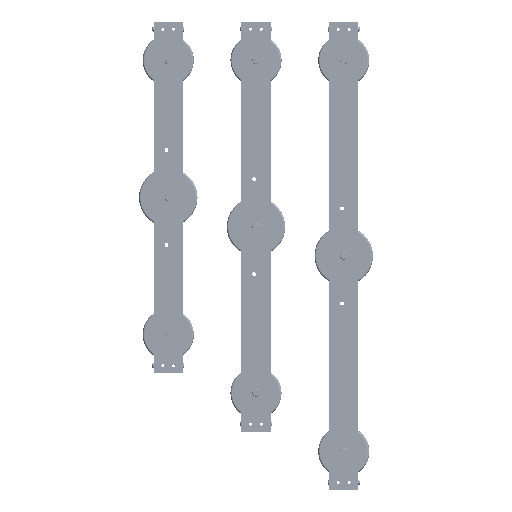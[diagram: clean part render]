
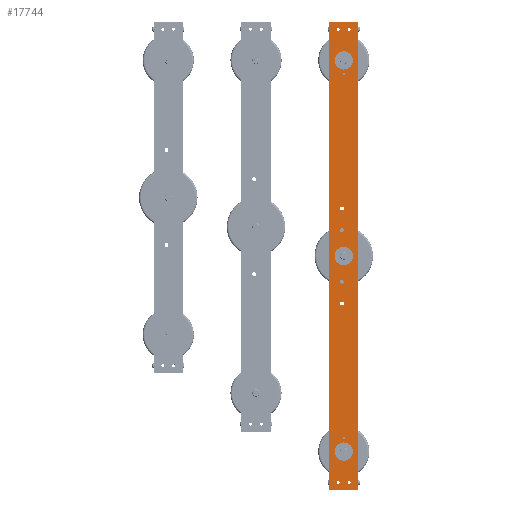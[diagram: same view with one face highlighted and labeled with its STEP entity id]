
A CAD part, left-side view. The second image highlights one B-rep face of the part: STEP entity #17744.
In plain terms, the highlighted planar face has unit normal (-1, 0, 0).
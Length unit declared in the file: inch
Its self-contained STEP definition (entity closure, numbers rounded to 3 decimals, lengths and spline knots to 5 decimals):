
#849=LINE($,#26702,#1965);
#857=LINE($,#26717,#1973);
#858=LINE($,#26720,#1974);
#859=LINE($,#26721,#1975);
#1965=VECTOR($,#21182,2.);
#1973=VECTOR($,#21194,32.);
#1974=VECTOR($,#21197,2.);
#1975=VECTOR($,#21198,32.);
#3076=PLANE($,#18861);
#3521=FACE_BOUND($,#5031,.T.);
#3522=FACE_BOUND($,#5032,.T.);
#3523=FACE_BOUND($,#5033,.T.);
#3524=FACE_BOUND($,#5034,.T.);
#3525=FACE_BOUND($,#5035,.T.);
#3526=FACE_BOUND($,#5036,.T.);
#3527=FACE_BOUND($,#5037,.T.);
#3528=FACE_BOUND($,#5038,.T.);
#3529=FACE_BOUND($,#5039,.T.);
#3530=FACE_BOUND($,#5040,.T.);
#3531=FACE_BOUND($,#5041,.T.);
#3532=FACE_BOUND($,#5042,.T.);
#3533=FACE_BOUND($,#5043,.T.);
#3534=FACE_BOUND($,#5044,.T.);
#5031=EDGE_LOOP($,(#12065));
#5032=EDGE_LOOP($,(#12066));
#5033=EDGE_LOOP($,(#12067));
#5034=EDGE_LOOP($,(#12068));
#5035=EDGE_LOOP($,(#12069));
#5036=EDGE_LOOP($,(#12070));
#5037=EDGE_LOOP($,(#12071));
#5038=EDGE_LOOP($,(#12072));
#5039=EDGE_LOOP($,(#12073));
#5040=EDGE_LOOP($,(#12074));
#5041=EDGE_LOOP($,(#12075));
#5042=EDGE_LOOP($,(#12076));
#5043=EDGE_LOOP($,(#12077));
#5044=EDGE_LOOP($,(#12078,#12079,#12080,#12081));
#6398=CIRCLE($,#18765,0.0725);
#6402=CIRCLE($,#18771,0.0725);
#6406=CIRCLE($,#18777,0.133);
#6410=CIRCLE($,#18783,0.133);
#6414=CIRCLE($,#18789,0.133);
#6418=CIRCLE($,#18795,0.133);
#6430=CIRCLE($,#18813,0.1005);
#6434=CIRCLE($,#18819,0.1005);
#6438=CIRCLE($,#18825,0.1005);
#6442=CIRCLE($,#18831,0.1005);
#6446=CIRCLE($,#18837,0.5625);
#6450=CIRCLE($,#18843,0.5625);
#6454=CIRCLE($,#18849,0.5625);
#7486=VERTEX_POINT($,#26526);
#7490=VERTEX_POINT($,#26536);
#7494=VERTEX_POINT($,#26546);
#7498=VERTEX_POINT($,#26556);
#7502=VERTEX_POINT($,#26566);
#7506=VERTEX_POINT($,#26576);
#7518=VERTEX_POINT($,#26606);
#7522=VERTEX_POINT($,#26616);
#7526=VERTEX_POINT($,#26626);
#7530=VERTEX_POINT($,#26636);
#7534=VERTEX_POINT($,#26646);
#7538=VERTEX_POINT($,#26656);
#7542=VERTEX_POINT($,#26666);
#7554=VERTEX_POINT($,#26700);
#7555=VERTEX_POINT($,#26701);
#7560=VERTEX_POINT($,#26715);
#7561=VERTEX_POINT($,#26719);
#9331=EDGE_CURVE($,#7486,#7486,#6398,.T.);
#9335=EDGE_CURVE($,#7490,#7490,#6402,.T.);
#9339=EDGE_CURVE($,#7494,#7494,#6406,.T.);
#9343=EDGE_CURVE($,#7498,#7498,#6410,.T.);
#9347=EDGE_CURVE($,#7502,#7502,#6414,.T.);
#9351=EDGE_CURVE($,#7506,#7506,#6418,.T.);
#9363=EDGE_CURVE($,#7518,#7518,#6430,.T.);
#9367=EDGE_CURVE($,#7522,#7522,#6434,.T.);
#9371=EDGE_CURVE($,#7526,#7526,#6438,.T.);
#9375=EDGE_CURVE($,#7530,#7530,#6442,.T.);
#9379=EDGE_CURVE($,#7534,#7534,#6446,.T.);
#9383=EDGE_CURVE($,#7538,#7538,#6450,.T.);
#9387=EDGE_CURVE($,#7542,#7542,#6454,.T.);
#9403=EDGE_CURVE($,#7554,#7555,#849,.T.);
#9411=EDGE_CURVE($,#7560,#7555,#857,.T.);
#9412=EDGE_CURVE($,#7560,#7561,#858,.T.);
#9413=EDGE_CURVE($,#7554,#7561,#859,.T.);
#12065=ORIENTED_EDGE($,*,*,#9331,.T.);
#12066=ORIENTED_EDGE($,*,*,#9335,.T.);
#12067=ORIENTED_EDGE($,*,*,#9339,.T.);
#12068=ORIENTED_EDGE($,*,*,#9343,.T.);
#12069=ORIENTED_EDGE($,*,*,#9347,.T.);
#12070=ORIENTED_EDGE($,*,*,#9351,.T.);
#12071=ORIENTED_EDGE($,*,*,#9363,.T.);
#12072=ORIENTED_EDGE($,*,*,#9367,.T.);
#12073=ORIENTED_EDGE($,*,*,#9371,.T.);
#12074=ORIENTED_EDGE($,*,*,#9375,.T.);
#12075=ORIENTED_EDGE($,*,*,#9379,.T.);
#12076=ORIENTED_EDGE($,*,*,#9383,.T.);
#12077=ORIENTED_EDGE($,*,*,#9387,.T.);
#12078=ORIENTED_EDGE($,*,*,#9412,.T.);
#12079=ORIENTED_EDGE($,*,*,#9413,.F.);
#12080=ORIENTED_EDGE($,*,*,#9403,.T.);
#12081=ORIENTED_EDGE($,*,*,#9411,.F.);
#17744=ADVANCED_FACE($,(#3521,#3522,#3523,#3524,#3525,#3526,#3527,#3528,
#3529,#3530,#3531,#3532,#3533,#3534),#3076,.T.);
#18765=AXIS2_PLACEMENT_3D($,#26527,#20982,#20983);
#18771=AXIS2_PLACEMENT_3D($,#26537,#20994,#20995);
#18777=AXIS2_PLACEMENT_3D($,#26547,#21006,#21007);
#18783=AXIS2_PLACEMENT_3D($,#26557,#21018,#21019);
#18789=AXIS2_PLACEMENT_3D($,#26567,#21030,#21031);
#18795=AXIS2_PLACEMENT_3D($,#26577,#21042,#21043);
#18813=AXIS2_PLACEMENT_3D($,#26607,#21078,#21079);
#18819=AXIS2_PLACEMENT_3D($,#26617,#21090,#21091);
#18825=AXIS2_PLACEMENT_3D($,#26627,#21102,#21103);
#18831=AXIS2_PLACEMENT_3D($,#26637,#21114,#21115);
#18837=AXIS2_PLACEMENT_3D($,#26647,#21126,#21127);
#18843=AXIS2_PLACEMENT_3D($,#26657,#21138,#21139);
#18849=AXIS2_PLACEMENT_3D($,#26667,#21150,#21151);
#18861=AXIS2_PLACEMENT_3D($,#26718,#21195,#21196);
#20982=DIRECTION('center_axis',(1.,0.,0.));
#20983=DIRECTION('ref_axis',(0.,0.,1.));
#20994=DIRECTION('center_axis',(1.,0.,0.));
#20995=DIRECTION('ref_axis',(0.,0.,1.));
#21006=DIRECTION('center_axis',(1.,0.,0.));
#21007=DIRECTION('ref_axis',(0.,0.,1.));
#21018=DIRECTION('center_axis',(1.,0.,0.));
#21019=DIRECTION('ref_axis',(0.,0.,1.));
#21030=DIRECTION('center_axis',(1.,0.,0.));
#21031=DIRECTION('ref_axis',(0.,0.,1.));
#21042=DIRECTION('center_axis',(1.,0.,0.));
#21043=DIRECTION('ref_axis',(0.,0.,1.));
#21078=DIRECTION('center_axis',(1.,0.,0.));
#21079=DIRECTION('ref_axis',(0.,0.,-1.));
#21090=DIRECTION('center_axis',(1.,0.,0.));
#21091=DIRECTION('ref_axis',(0.,0.,-1.));
#21102=DIRECTION('center_axis',(1.,0.,0.));
#21103=DIRECTION('ref_axis',(0.,0.,-1.));
#21114=DIRECTION('center_axis',(1.,0.,0.));
#21115=DIRECTION('ref_axis',(0.,0.,-1.));
#21126=DIRECTION('center_axis',(1.,0.,0.));
#21127=DIRECTION('ref_axis',(0.,0.,1.));
#21138=DIRECTION('center_axis',(1.,0.,0.));
#21139=DIRECTION('ref_axis',(0.,0.,1.));
#21150=DIRECTION('center_axis',(1.,0.,0.));
#21151=DIRECTION('ref_axis',(0.,0.,1.));
#21182=DIRECTION($,(0.,-1.,0.));
#21194=DIRECTION($,(0.,0.,-1.));
#21195=DIRECTION('center_axis',(-1.,0.,0.));
#21196=DIRECTION('ref_axis',(0.,0.,1.));
#21197=DIRECTION($,(0.,1.,0.));
#21198=DIRECTION($,(0.,0.,1.));
#26526=CARTESIAN_POINT('',(-0.5,0.,-12.364));
#26527=CARTESIAN_POINT('Origin',(-0.5,0.,
-12.4365));
#26536=CARTESIAN_POINT('',(-0.5,0.,12.509));
#26537=CARTESIAN_POINT('Origin',(-0.5,0.,
12.4365));
#26546=CARTESIAN_POINT('',(-0.5,0.125,1.621));
#26547=CARTESIAN_POINT('Origin',(-0.5,0.125,1.754));
#26556=CARTESIAN_POINT('',(-0.5,0.125,3.113));
#26557=CARTESIAN_POINT('Origin',(-0.5,0.125,3.246));
#26566=CARTESIAN_POINT('',(-0.5,0.125,-1.887));
#26567=CARTESIAN_POINT('Origin',(-0.5,0.125,-1.754));
#26576=CARTESIAN_POINT('',(-0.5,0.125,-3.379));
#26577=CARTESIAN_POINT('Origin',(-0.5,0.125,-3.246));
#26606=CARTESIAN_POINT('',(-0.5,-0.375,15.6005));
#26607=CARTESIAN_POINT('Origin',(-0.5,-0.375,15.5));
#26616=CARTESIAN_POINT('',(-0.5,0.375,15.6005));
#26617=CARTESIAN_POINT('Origin',(-0.5,0.375,15.5));
#26626=CARTESIAN_POINT('',(-0.5,-0.375,-15.3995));
#26627=CARTESIAN_POINT('Origin',(-0.5,-0.375,-15.5));
#26636=CARTESIAN_POINT('',(-0.5,0.375,-15.3995));
#26637=CARTESIAN_POINT('Origin',(-0.5,0.375,-15.5));
#26646=CARTESIAN_POINT('',(-0.5,0.,-13.9365));
#26647=CARTESIAN_POINT('Origin',(-0.5,0.,-13.374));
#26656=CARTESIAN_POINT('',(-0.5,0.,12.8115));
#26657=CARTESIAN_POINT('Origin',(-0.5,0.,13.374));
#26666=CARTESIAN_POINT('',(-0.5,0.,-0.5625));
#26667=CARTESIAN_POINT('Origin',(-0.5,0.,0.));
#26700=CARTESIAN_POINT('',(-0.5,1.,-16.));
#26701=CARTESIAN_POINT('',(-0.5,-1.,-16.));
#26702=CARTESIAN_POINT($,(-0.5,-1.,-16.));
#26715=CARTESIAN_POINT('',(-0.5,-1.,16.));
#26717=CARTESIAN_POINT($,(-0.5,-1.,0.));
#26718=CARTESIAN_POINT('Origin',(-0.5,-1.,0.));
#26719=CARTESIAN_POINT('',(-0.5,1.,16.));
#26720=CARTESIAN_POINT($,(-0.5,-1.,16.));
#26721=CARTESIAN_POINT($,(-0.5,1.,0.));
